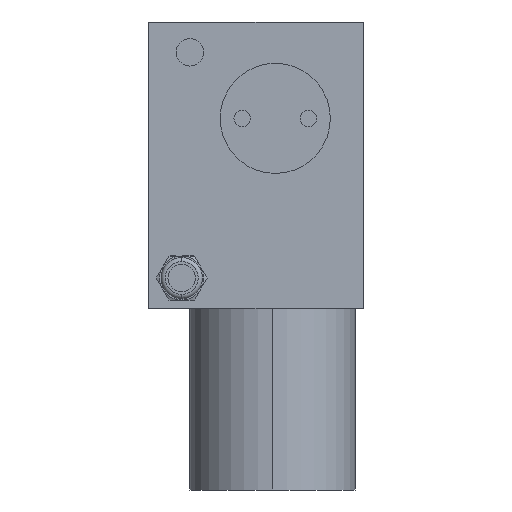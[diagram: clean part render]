
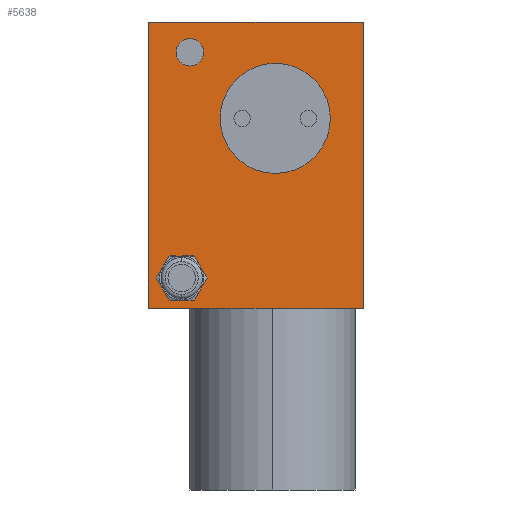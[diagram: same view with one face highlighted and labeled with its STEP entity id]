
A CAD part, left-side view. The second image highlights one B-rep face of the part: STEP entity #5638.
In plain terms, the highlighted planar face has unit normal (-1, 0, 0).
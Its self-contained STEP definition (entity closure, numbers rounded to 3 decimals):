
#253=DIRECTION('',(0.,-1.,0.));
#254=VECTOR('',#253,39.);
#255=CARTESIAN_POINT('',(0.,39.,0.));
#256=LINE('',#255,#254);
#923=DIRECTION('',(0.,0.,1.));
#924=VECTOR('',#923,52.);
#925=CARTESIAN_POINT('',(0.,39.,-52.));
#926=LINE('',#925,#924);
#967=DIRECTION('',(0.,-1.,0.));
#968=VECTOR('',#967,39.);
#969=CARTESIAN_POINT('',(0.,39.,-52.));
#970=LINE('',#969,#968);
#971=DIRECTION('',(0.,0.,1.));
#972=VECTOR('',#971,52.);
#973=CARTESIAN_POINT('',(0.,0.,-52.));
#974=LINE('',#973,#972);
#975=CARTESIAN_POINT('',(0.,16.,-17.5));
#976=DIRECTION('',(1.,0.,0.));
#977=DIRECTION('',(0.,0.,-1.));
#978=AXIS2_PLACEMENT_3D('',#975,#976,#977);
#980=CARTESIAN_POINT('',(0.,16.,-17.5));
#981=DIRECTION('',(1.,0.,0.));
#982=DIRECTION('',(0.,0.,1.));
#983=AXIS2_PLACEMENT_3D('',#980,#981,#982);
#985=CARTESIAN_POINT('',(0.,31.5,-5.5));
#986=DIRECTION('',(1.,0.,0.));
#987=DIRECTION('',(0.,0.,-1.));
#988=AXIS2_PLACEMENT_3D('',#985,#986,#987);
#990=CARTESIAN_POINT('',(0.,31.5,-5.5));
#991=DIRECTION('',(1.,0.,0.));
#992=DIRECTION('',(0.,0.,1.));
#993=AXIS2_PLACEMENT_3D('',#990,#991,#992);
#995=CARTESIAN_POINT('',(0.,33.,-46.5));
#996=DIRECTION('',(-1.,0.,0.));
#997=DIRECTION('',(0.,-0.866,0.5));
#998=AXIS2_PLACEMENT_3D('',#995,#996,#997);
#1000=CARTESIAN_POINT('',(0.,33.,-46.5));
#1001=DIRECTION('',(-1.,0.,0.));
#1002=DIRECTION('',(0.,0.,1.));
#1003=AXIS2_PLACEMENT_3D('',#1000,#1001,#1002);
#1005=CARTESIAN_POINT('',(0.,33.,-46.5));
#1006=DIRECTION('',(-1.,0.,0.));
#1007=DIRECTION('',(0.,0.866,0.5));
#1008=AXIS2_PLACEMENT_3D('',#1005,#1006,#1007);
#1010=CARTESIAN_POINT('',(0.,33.,-46.5));
#1011=DIRECTION('',(-1.,0.,0.));
#1012=DIRECTION('',(0.,0.866,-0.5));
#1013=AXIS2_PLACEMENT_3D('',#1010,#1011,#1012);
#1015=CARTESIAN_POINT('',(0.,33.,-46.5));
#1016=DIRECTION('',(-1.,0.,0.));
#1017=DIRECTION('',(0.,0.,-1.));
#1018=AXIS2_PLACEMENT_3D('',#1015,#1016,#1017);
#1020=CARTESIAN_POINT('',(0.,33.,-46.5));
#1021=DIRECTION('',(-1.,0.,0.));
#1022=DIRECTION('',(0.,-0.866,-0.5));
#1023=AXIS2_PLACEMENT_3D('',#1020,#1021,#1022);
#3779=CARTESIAN_POINT('',(0.,0.,-52.));
#3780=VERTEX_POINT('',#3779);
#3781=CARTESIAN_POINT('',(0.,39.,-52.));
#3782=VERTEX_POINT('',#3781);
#3795=CARTESIAN_POINT('',(0.,0.,0.));
#3796=VERTEX_POINT('',#3795);
#3801=CARTESIAN_POINT('',(0.,39.,0.));
#3802=VERTEX_POINT('',#3801);
#3803=CARTESIAN_POINT('',(0.,16.,-27.5));
#3804=CARTESIAN_POINT('',(0.,16.,-7.5));
#3805=VERTEX_POINT('',#3803);
#3806=VERTEX_POINT('',#3804);
#3807=CARTESIAN_POINT('',(0.,31.5,-8.));
#3808=CARTESIAN_POINT('',(0.,31.5,-3.));
#3809=VERTEX_POINT('',#3807);
#3810=VERTEX_POINT('',#3808);
#4817=CARTESIAN_POINT('',(0.,29.536,-44.5));
#4818=CARTESIAN_POINT('',(0.,33.,-42.5));
#4819=VERTEX_POINT('',#4817);
#4820=VERTEX_POINT('',#4818);
#4821=CARTESIAN_POINT('',(0.,36.464,-48.5));
#4822=CARTESIAN_POINT('',(0.,33.,-50.5));
#4823=VERTEX_POINT('',#4821);
#4824=VERTEX_POINT('',#4822);
#4825=CARTESIAN_POINT('',(0.,29.536,-48.5));
#4826=VERTEX_POINT('',#4825);
#4827=CARTESIAN_POINT('',(0.,36.464,-44.5));
#4828=VERTEX_POINT('',#4827);
#5600=CARTESIAN_POINT('',(0.,19.5,-26.));
#5601=DIRECTION('',(1.,0.,0.));
#5602=DIRECTION('',(0.,-1.,0.));
#5603=AXIS2_PLACEMENT_3D('',#5600,#5601,#5602);
#5604=PLANE('',#5603);
#5605=ORIENTED_EDGE('',*,*,#5485,.F.);
#5606=ORIENTED_EDGE('',*,*,#5571,.T.);
#5607=ORIENTED_EDGE('',*,*,#5024,.T.);
#5609=ORIENTED_EDGE('',*,*,#5608,.F.);
#5610=EDGE_LOOP('',(#5605,#5606,#5607,#5609));
#5611=FACE_OUTER_BOUND('',#5610,.F.);
#5613=ORIENTED_EDGE('',*,*,#5612,.F.);
#5615=ORIENTED_EDGE('',*,*,#5614,.F.);
#5616=EDGE_LOOP('',(#5613,#5615));
#5617=FACE_BOUND('',#5616,.F.);
#5619=ORIENTED_EDGE('',*,*,#5618,.F.);
#5621=ORIENTED_EDGE('',*,*,#5620,.F.);
#5622=EDGE_LOOP('',(#5619,#5621));
#5623=FACE_BOUND('',#5622,.F.);
#5625=ORIENTED_EDGE('',*,*,#5624,.T.);
#5627=ORIENTED_EDGE('',*,*,#5626,.T.);
#5629=ORIENTED_EDGE('',*,*,#5628,.T.);
#5631=ORIENTED_EDGE('',*,*,#5630,.T.);
#5633=ORIENTED_EDGE('',*,*,#5632,.T.);
#5635=ORIENTED_EDGE('',*,*,#5634,.T.);
#5636=EDGE_LOOP('',(#5625,#5627,#5629,#5631,#5633,#5635));
#5637=FACE_BOUND('',#5636,.F.);
#5638=ADVANCED_FACE('',(#5611,#5617,#5623,#5637),#5604,.F.);
#979=CIRCLE('',#978,10.);
#984=CIRCLE('',#983,10.);
#989=CIRCLE('',#988,2.5);
#994=CIRCLE('',#993,2.5);
#999=CIRCLE('',#998,4.);
#1004=CIRCLE('',#1003,4.);
#1009=CIRCLE('',#1008,4.);
#1014=CIRCLE('',#1013,4.);
#1019=CIRCLE('',#1018,4.);
#1024=CIRCLE('',#1023,4.);
#5024=EDGE_CURVE('',#3802,#3796,#256,.T.);
#5485=EDGE_CURVE('',#3782,#3780,#970,.T.);
#5571=EDGE_CURVE('',#3782,#3802,#926,.T.);
#5608=EDGE_CURVE('',#3780,#3796,#974,.T.);
#5612=EDGE_CURVE('',#3805,#3806,#979,.T.);
#5614=EDGE_CURVE('',#3806,#3805,#984,.T.);
#5618=EDGE_CURVE('',#3809,#3810,#989,.T.);
#5620=EDGE_CURVE('',#3810,#3809,#994,.T.);
#5624=EDGE_CURVE('',#4819,#4820,#999,.T.);
#5626=EDGE_CURVE('',#4820,#4828,#1004,.T.);
#5628=EDGE_CURVE('',#4828,#4823,#1009,.T.);
#5630=EDGE_CURVE('',#4823,#4824,#1014,.T.);
#5632=EDGE_CURVE('',#4824,#4826,#1019,.T.);
#5634=EDGE_CURVE('',#4826,#4819,#1024,.T.);
